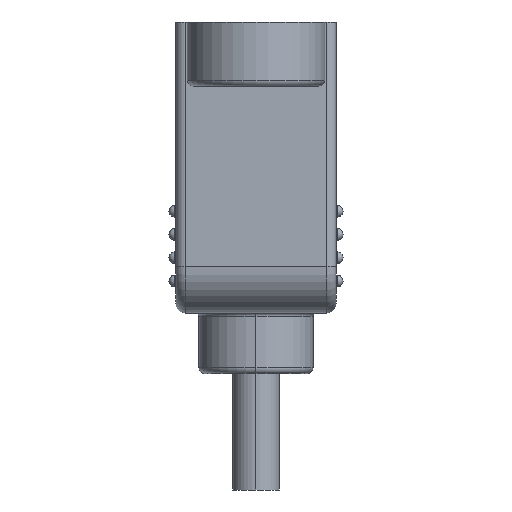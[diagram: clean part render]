
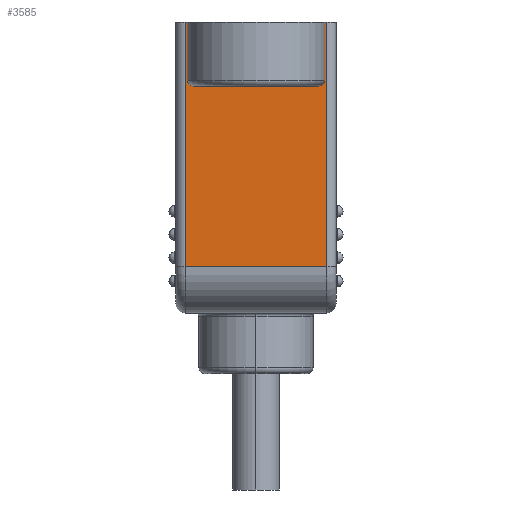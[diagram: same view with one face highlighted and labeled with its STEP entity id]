
A CAD part, left-side view. The second image highlights one B-rep face of the part: STEP entity #3585.
In plain terms, the highlighted planar face has unit normal (-1, 0, 0).
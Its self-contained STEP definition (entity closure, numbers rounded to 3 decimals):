
#44 = CARTESIAN_POINT ( 'NONE',  ( 2.354, 29.955, 50.717 ) ) ;
#103 = DIRECTION ( 'NONE',  ( 1., 0., 0. ) ) ;
#866 = VERTEX_POINT ( 'NONE', #2313 ) ;
#1065 = DIRECTION ( 'NONE',  ( 0., -1., 0. ) ) ;
#1130 = CARTESIAN_POINT ( 'NONE',  ( 2.354, 17.18, 29.717 ) ) ;
#1436 = AXIS2_PLACEMENT_3D ( 'NONE', #9051, #103, #10580 ) ;
#1538 = AXIS2_PLACEMENT_3D ( 'NONE', #15051, #14897, #13981 ) ;
#1677 = ORIENTED_EDGE ( 'NONE', *, *, #17292, .T. ) ;
#1927 = EDGE_CURVE ( 'NONE', #16117, #18366, #16767, .T. ) ;
#2134 = CIRCLE ( 'NONE', #18261, 0.5 ) ;
#2240 = VERTEX_POINT ( 'NONE', #6993 ) ;
#2313 = CARTESIAN_POINT ( 'NONE',  ( 2.354, 17.005, 29.717 ) ) ;
#2357 = CARTESIAN_POINT ( 'NONE',  ( 2.354, 17.005, 50.717 ) ) ;
#2860 = DIRECTION ( 'NONE',  ( 0., 0., 1. ) ) ;
#2897 = LINE ( 'NONE', #6998, #7376 ) ;
#3183 = LINE ( 'NONE', #14802, #5784 ) ;
#3210 = CARTESIAN_POINT ( 'NONE',  ( 2.354, 17.18, 50.717 ) ) ;
#3339 = VECTOR ( 'NONE', #14978, 1000. ) ;
#3585 = ADVANCED_FACE ( 'NONE', ( #11510 ), #19184, .T. ) ;
#4159 = CARTESIAN_POINT ( 'NONE',  ( 2.354, 28.48, 45.217 ) ) ;
#4442 = CARTESIAN_POINT ( 'NONE',  ( 2.354, 29.155, 45.217 ) ) ;
#4567 = DIRECTION ( 'NONE',  ( 0., -1., 0. ) ) ;
#5446 = EDGE_CURVE ( 'NONE', #15308, #866, #5636, .T. ) ;
#5636 = LINE ( 'NONE', #1130, #17915 ) ;
#5784 = VECTOR ( 'NONE', #2860, 1000. ) ;
#6161 = EDGE_CURVE ( 'NONE', #9345, #11711, #3183, .T. ) ;
#6189 = ORIENTED_EDGE ( 'NONE', *, *, #12042, .T. ) ;
#6199 = LINE ( 'NONE', #19470, #15037 ) ;
#6906 = CARTESIAN_POINT ( 'NONE',  ( 2.354, 28.48, 45.717 ) ) ;
#6993 = CARTESIAN_POINT ( 'NONE',  ( 2.354, 17.18, 45.717 ) ) ;
#6998 = CARTESIAN_POINT ( 'NONE',  ( 2.354, 17.18, 45.217 ) ) ;
#7017 = EDGE_CURVE ( 'NONE', #2240, #9276, #15305, .T. ) ;
#7126 = DIRECTION ( 'NONE',  ( 0., 0., 1. ) ) ;
#7376 = VECTOR ( 'NONE', #7126, 1000. ) ;
#7851 = VECTOR ( 'NONE', #4567, 1000. ) ;
#8405 = DIRECTION ( 'NONE',  ( 0., -1., 0. ) ) ;
#8622 = ORIENTED_EDGE ( 'NONE', *, *, #15404, .T. ) ;
#8932 = VECTOR ( 'NONE', #9690, 1000. ) ;
#8957 = ORIENTED_EDGE ( 'NONE', *, *, #6161, .T. ) ;
#9051 = CARTESIAN_POINT ( 'NONE',  ( 2.354, 17.68, 45.717 ) ) ;
#9273 = VERTEX_POINT ( 'NONE', #9758 ) ;
#9276 = VERTEX_POINT ( 'NONE', #14354 ) ;
#9345 = VERTEX_POINT ( 'NONE', #9823 ) ;
#9555 = CARTESIAN_POINT ( 'NONE',  ( 2.354, 17.18, 50.717 ) ) ;
#9690 = DIRECTION ( 'NONE',  ( 0., 1., 0. ) ) ;
#9758 = CARTESIAN_POINT ( 'NONE',  ( 2.354, 29.155, 50.717 ) ) ;
#9823 = CARTESIAN_POINT ( 'NONE',  ( 2.354, 28.98, 45.717 ) ) ;
#10095 = LINE ( 'NONE', #12763, #8932 ) ;
#10283 = DIRECTION ( 'NONE',  ( 0., 0., 1. ) ) ;
#10563 = VECTOR ( 'NONE', #18653, 1000. ) ;
#10580 = DIRECTION ( 'NONE',  ( 0., -1., 0. ) ) ;
#11510 = FACE_OUTER_BOUND ( 'NONE', #14395, .T. ) ;
#11585 = LINE ( 'NONE', #4442, #3339 ) ;
#11711 = VERTEX_POINT ( 'NONE', #16584 ) ;
#12042 = EDGE_CURVE ( 'NONE', #9276, #14797, #10095, .T. ) ;
#12579 = EDGE_CURVE ( 'NONE', #9273, #11711, #17696, .T. ) ;
#12606 = ORIENTED_EDGE ( 'NONE', *, *, #1927, .F. ) ;
#12763 = CARTESIAN_POINT ( 'NONE',  ( 2.354, 29.955, 45.217 ) ) ;
#12945 = ORIENTED_EDGE ( 'NONE', *, *, #12579, .F. ) ;
#13981 = DIRECTION ( 'NONE',  ( 0., -1., 0. ) ) ;
#14079 = ORIENTED_EDGE ( 'NONE', *, *, #19222, .F. ) ;
#14197 = ORIENTED_EDGE ( 'NONE', *, *, #5446, .T. ) ;
#14354 = CARTESIAN_POINT ( 'NONE',  ( 2.354, 17.68, 45.217 ) ) ;
#14395 = EDGE_LOOP ( 'NONE', ( #14197, #8622, #12606, #14079, #17755, #6189, #15542, #8957, #12945, #1677 ) ) ;
#14797 = VERTEX_POINT ( 'NONE', #4159 ) ;
#14802 = CARTESIAN_POINT ( 'NONE',  ( 2.354, 28.98, 45.217 ) ) ;
#14897 = DIRECTION ( 'NONE',  ( -1., 0., 0. ) ) ;
#14978 = DIRECTION ( 'NONE',  ( 0., 0., -1. ) ) ;
#15037 = VECTOR ( 'NONE', #10283, 1000. ) ;
#15051 = CARTESIAN_POINT ( 'NONE',  ( 2.354, 17.18, 45.217 ) ) ;
#15305 = CIRCLE ( 'NONE', #1436, 0.5 ) ;
#15308 = VERTEX_POINT ( 'NONE', #16107 ) ;
#15404 = EDGE_CURVE ( 'NONE', #866, #18366, #6199, .T. ) ;
#15542 = ORIENTED_EDGE ( 'NONE', *, *, #15861, .T. ) ;
#15861 = EDGE_CURVE ( 'NONE', #14797, #9345, #2134, .T. ) ;
#16107 = CARTESIAN_POINT ( 'NONE',  ( 2.354, 29.155, 29.717 ) ) ;
#16117 = VERTEX_POINT ( 'NONE', #3210 ) ;
#16584 = CARTESIAN_POINT ( 'NONE',  ( 2.354, 28.98, 50.717 ) ) ;
#16767 = LINE ( 'NONE', #9555, #10563 ) ;
#17292 = EDGE_CURVE ( 'NONE', #9273, #15308, #11585, .T. ) ;
#17539 = DIRECTION ( 'NONE',  ( 1., 0., 0. ) ) ;
#17696 = LINE ( 'NONE', #44, #7851 ) ;
#17755 = ORIENTED_EDGE ( 'NONE', *, *, #7017, .T. ) ;
#17915 = VECTOR ( 'NONE', #1065, 1000. ) ;
#18261 = AXIS2_PLACEMENT_3D ( 'NONE', #6906, #17539, #8405 ) ;
#18366 = VERTEX_POINT ( 'NONE', #2357 ) ;
#18653 = DIRECTION ( 'NONE',  ( 0., -1., 0. ) ) ;
#19184 = PLANE ( 'NONE',  #1538 ) ;
#19222 = EDGE_CURVE ( 'NONE', #2240, #16117, #2897, .T. ) ;
#19470 = CARTESIAN_POINT ( 'NONE',  ( 2.354, 17.005, 45.217 ) ) ;
